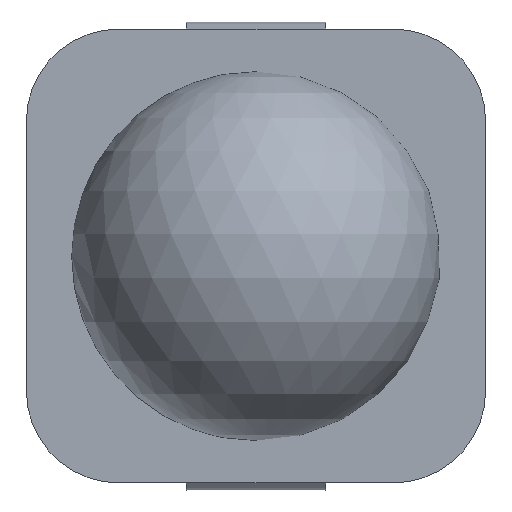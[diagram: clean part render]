
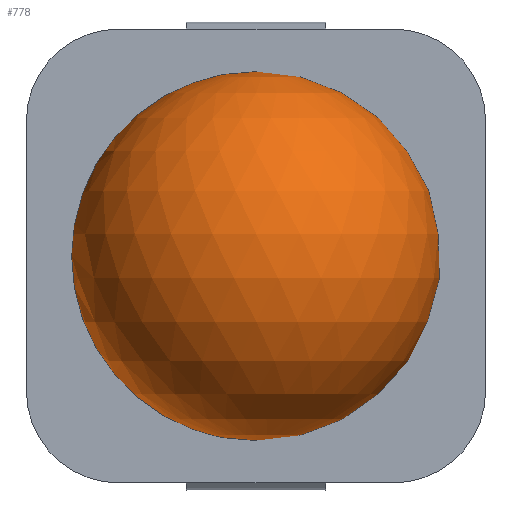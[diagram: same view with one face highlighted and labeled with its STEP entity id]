
A CAD part, front view. The second image highlights one B-rep face of the part: STEP entity #778.
In plain terms, the highlighted spherical face has radius 10 mm.
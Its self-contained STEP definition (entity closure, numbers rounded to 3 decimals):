
#15=FACE_BOUND('',#248,.T.);
#17=SPHERICAL_SURFACE('',#853,10.);
#200=FACE_OUTER_BOUND('',#247,.T.);
#247=EDGE_LOOP('',(#576,#577));
#248=EDGE_LOOP('',(#578,#579,#580,#581,#582,#583,#584,#585));
#285=B_SPLINE_CURVE_WITH_KNOTS('',3,(#1194,#1195,#1196,#1197,#1198,#1199),
 .UNSPECIFIED.,.F.,.F.,(4,1,1,4),(0.,0.409,0.682,
0.955),.UNSPECIFIED.);
#287=B_SPLINE_CURVE_WITH_KNOTS('',3,(#1239,#1240,#1241,#1242,#1243,#1244),
 .UNSPECIFIED.,.F.,.F.,(4,1,1,4),(0.,0.409,
0.682,0.955),.UNSPECIFIED.);
#289=B_SPLINE_CURVE_WITH_KNOTS('',3,(#1284,#1285,#1286,#1287,#1288,#1289),
 .UNSPECIFIED.,.F.,.F.,(4,1,1,4),(0.,0.409,0.682,
0.955),.UNSPECIFIED.);
#291=B_SPLINE_CURVE_WITH_KNOTS('',3,(#1329,#1330,#1331,#1332,#1333,#1334),
 .UNSPECIFIED.,.F.,.F.,(4,1,1,4),(0.,0.409,
0.682,0.955),.UNSPECIFIED.);
#296=CIRCLE('',#832,7.572);
#300=CIRCLE('',#837,7.57);
#304=CIRCLE('',#842,7.56);
#307=CIRCLE('',#846,7.562);
#310=CIRCLE('',#854,10.);
#337=VERTEX_POINT('',#1182);
#340=VERTEX_POINT('',#1192);
#341=VERTEX_POINT('',#1201);
#343=VERTEX_POINT('',#1230);
#345=VERTEX_POINT('',#1246);
#347=VERTEX_POINT('',#1275);
#349=VERTEX_POINT('',#1291);
#351=VERTEX_POINT('',#1320);
#358=VERTEX_POINT('',#1357);
#359=VERTEX_POINT('',#1358);
#414=EDGE_CURVE('',#340,#337,#285,.T.);
#417=EDGE_CURVE('',#337,#341,#296,.T.);
#420=EDGE_CURVE('',#341,#343,#287,.T.);
#423=EDGE_CURVE('',#343,#345,#300,.T.);
#426=EDGE_CURVE('',#345,#347,#289,.T.);
#429=EDGE_CURVE('',#347,#349,#304,.T.);
#432=EDGE_CURVE('',#349,#351,#291,.T.);
#434=EDGE_CURVE('',#351,#340,#307,.T.);
#444=EDGE_CURVE('',#358,#359,#310,.T.);
#576=ORIENTED_EDGE('',*,*,#444,.T.);
#577=ORIENTED_EDGE('',*,*,#444,.F.);
#578=ORIENTED_EDGE('',*,*,#414,.F.);
#579=ORIENTED_EDGE('',*,*,#434,.F.);
#580=ORIENTED_EDGE('',*,*,#432,.F.);
#581=ORIENTED_EDGE('',*,*,#429,.F.);
#582=ORIENTED_EDGE('',*,*,#426,.F.);
#583=ORIENTED_EDGE('',*,*,#423,.F.);
#584=ORIENTED_EDGE('',*,*,#420,.F.);
#585=ORIENTED_EDGE('',*,*,#417,.F.);
#778=ADVANCED_FACE('',(#200,#15),#17,.T.);
#832=AXIS2_PLACEMENT_3D('',#1205,#927,#928);
#837=AXIS2_PLACEMENT_3D('',#1250,#937,#938);
#842=AXIS2_PLACEMENT_3D('',#1295,#947,#948);
#846=AXIS2_PLACEMENT_3D('',#1337,#955,#956);
#853=AXIS2_PLACEMENT_3D('',#1356,#976,#977);
#854=AXIS2_PLACEMENT_3D('',#1359,#978,#979);
#927=DIRECTION('center_axis',(-1.,0.,0.));
#928=DIRECTION('ref_axis',(0.,1.,0.001));
#937=DIRECTION('center_axis',(0.,0.,
1.));
#938=DIRECTION('ref_axis',(-0.001,1.,0.));
#947=DIRECTION('center_axis',(1.,0.,0.));
#948=DIRECTION('ref_axis',(0.,1.,0.001));
#955=DIRECTION('center_axis',(0.,0.,
-1.));
#956=DIRECTION('ref_axis',(-0.001,1.,0.));
#976=DIRECTION('center_axis',(0.,0.,1.));
#977=DIRECTION('ref_axis',(1.,0.,0.));
#978=DIRECTION('center_axis',(0.,-1.,0.));
#979=DIRECTION('ref_axis',(-1.,0.,0.));
#1182=CARTESIAN_POINT('',(18.991,-12.677,14.222));
#1192=CARTESIAN_POINT('',(14.375,-12.685,18.837));
#1194=CARTESIAN_POINT('Ctrl Pts',(14.375,-12.685,18.837));
#1195=CARTESIAN_POINT('Ctrl Pts',(15.39,-12.95,18.837));
#1196=CARTESIAN_POINT('Ctrl Pts',(17.123,-13.273,18.248));
#1197=CARTESIAN_POINT('Ctrl Pts',(18.69,-13.151,16.268));
#1198=CARTESIAN_POINT('Ctrl Pts',(18.991,-12.855,14.898));
#1199=CARTESIAN_POINT('Ctrl Pts',(18.991,-12.677,14.222));
#1201=CARTESIAN_POINT('',(18.991,-12.675,10.376));
#1205=CARTESIAN_POINT('Origin',(18.991,-20.,12.294));
#1230=CARTESIAN_POINT('',(14.375,-12.676,5.76));
#1239=CARTESIAN_POINT('Ctrl Pts',(18.991,-12.675,10.376));
#1240=CARTESIAN_POINT('Ctrl Pts',(18.991,-12.941,9.361));
#1241=CARTESIAN_POINT('Ctrl Pts',(18.402,-13.265,7.628));
#1242=CARTESIAN_POINT('Ctrl Pts',(16.422,-13.147,6.061));
#1243=CARTESIAN_POINT('Ctrl Pts',(15.052,-12.853,5.76));
#1244=CARTESIAN_POINT('Ctrl Pts',(14.375,-12.676,5.76));
#1246=CARTESIAN_POINT('',(10.529,-12.68,5.76));
#1250=CARTESIAN_POINT('Origin',(12.459,-20.,5.76));
#1275=CARTESIAN_POINT('',(5.914,-12.687,10.376));
#1284=CARTESIAN_POINT('Ctrl Pts',(10.529,-12.68,5.76));
#1285=CARTESIAN_POINT('Ctrl Pts',(9.514,-12.947,5.76));
#1286=CARTESIAN_POINT('Ctrl Pts',(7.782,-13.275,6.348));
#1287=CARTESIAN_POINT('Ctrl Pts',(6.214,-13.159,8.328));
#1288=CARTESIAN_POINT('Ctrl Pts',(5.914,-12.865,9.699));
#1289=CARTESIAN_POINT('Ctrl Pts',(5.914,-12.687,10.376));
#1291=CARTESIAN_POINT('',(5.914,-12.69,14.222));
#1295=CARTESIAN_POINT('Origin',(5.914,-20.,12.294));
#1320=CARTESIAN_POINT('',(10.529,-12.688,18.837));
#1329=CARTESIAN_POINT('Ctrl Pts',(5.914,-12.69,14.222));
#1330=CARTESIAN_POINT('Ctrl Pts',(5.914,-12.957,15.236));
#1331=CARTESIAN_POINT('Ctrl Pts',(6.502,-13.283,16.969));
#1332=CARTESIAN_POINT('Ctrl Pts',(8.482,-13.163,18.537));
#1333=CARTESIAN_POINT('Ctrl Pts',(9.853,-12.867,18.837));
#1334=CARTESIAN_POINT('Ctrl Pts',(10.529,-12.688,18.837));
#1337=CARTESIAN_POINT('Origin',(12.459,-20.,18.837));
#1356=CARTESIAN_POINT('Origin',(12.459,-20.,12.294));
#1357=CARTESIAN_POINT('',(12.459,-20.,22.294));
#1358=CARTESIAN_POINT('',(12.459,-20.,2.294));
#1359=CARTESIAN_POINT('Origin',(12.459,-20.,12.294));
